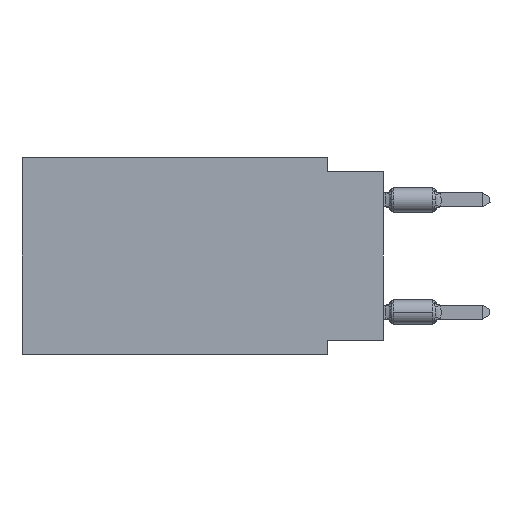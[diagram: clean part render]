
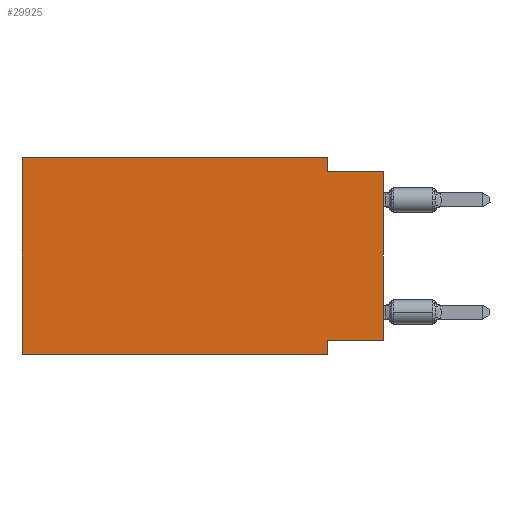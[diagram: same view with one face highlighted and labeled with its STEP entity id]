
A CAD part, left-side view. The second image highlights one B-rep face of the part: STEP entity #29925.
In plain terms, the highlighted planar face has unit normal (-1, 0, 0).
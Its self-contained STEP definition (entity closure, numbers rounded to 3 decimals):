
#459 = ORIENTED_EDGE ( 'NONE', *, *, #14949, .F. ) ;
#1611 = ORIENTED_EDGE ( 'NONE', *, *, #22360, .F. ) ;
#3185 = LINE ( 'NONE', #21393, #10445 ) ;
#4118 = VECTOR ( 'NONE', #31414, 1000. ) ;
#4643 = VECTOR ( 'NONE', #6758, 1000. ) ;
#5133 = ORIENTED_EDGE ( 'NONE', *, *, #58843, .F. ) ;
#5280 = CARTESIAN_POINT ( 'NONE',  ( 0., 16.383, 0. ) ) ;
#5559 = VERTEX_POINT ( 'NONE', #14683 ) ;
#6282 = VERTEX_POINT ( 'NONE', #38086 ) ;
#6292 = EDGE_CURVE ( 'NONE', #59064, #52943, #39007, .T. ) ;
#6758 = DIRECTION ( 'NONE',  ( 0., 1., 0. ) ) ;
#7056 = LINE ( 'NONE', #44071, #33937 ) ;
#7933 = ORIENTED_EDGE ( 'NONE', *, *, #12289, .T. ) ;
#8806 = LINE ( 'NONE', #36854, #26439 ) ;
#9764 = ORIENTED_EDGE ( 'NONE', *, *, #11171, .F. ) ;
#10445 = VECTOR ( 'NONE', #22605, 1000. ) ;
#10648 = EDGE_CURVE ( 'NONE', #59064, #6282, #3185, .T. ) ;
#11171 = EDGE_CURVE ( 'NONE', #24205, #6282, #17402, .T. ) ;
#11297 = CARTESIAN_POINT ( 'NONE',  ( 0., 16.383, 0. ) ) ;
#12289 = EDGE_CURVE ( 'NONE', #5559, #31612, #8806, .T. ) ;
#12993 = CARTESIAN_POINT ( 'NONE',  ( 0., 2.54, 0. ) ) ;
#13133 = EDGE_CURVE ( 'NONE', #26687, #57278, #49706, .T. ) ;
#13156 = CARTESIAN_POINT ( 'NONE',  ( 0., 2.54, -0.635 ) ) ;
#13189 = CARTESIAN_POINT ( 'NONE',  ( 0., 16.383, -8.89 ) ) ;
#14081 = EDGE_LOOP ( 'NONE', ( #7933, #5133, #50982, #459, #27938, #51349, #9764, #1611 ) ) ;
#14683 = CARTESIAN_POINT ( 'NONE',  ( 0., 0., -8.255 ) ) ;
#14949 = EDGE_CURVE ( 'NONE', #52943, #26687, #56085, .T. ) ;
#16216 = DIRECTION ( 'NONE',  ( 1., 0., 0. ) ) ;
#16858 = VECTOR ( 'NONE', #43030, 1000. ) ;
#17402 = LINE ( 'NONE', #36814, #55684 ) ;
#18799 = VECTOR ( 'NONE', #22243, 1000. ) ;
#20639 = LINE ( 'NONE', #34816, #4643 ) ;
#21149 = PLANE ( 'NONE',  #37548 ) ;
#21393 = CARTESIAN_POINT ( 'NONE',  ( 0., 16.383, -8.89 ) ) ;
#22075 = DIRECTION ( 'NONE',  ( 0., 0., 1. ) ) ;
#22243 = DIRECTION ( 'NONE',  ( 0., 0., -1. ) ) ;
#22360 = EDGE_CURVE ( 'NONE', #5559, #24205, #20639, .T. ) ;
#22605 = DIRECTION ( 'NONE',  ( 0., -1., 0. ) ) ;
#23665 = CARTESIAN_POINT ( 'NONE',  ( 0., 2.54, 0. ) ) ;
#24205 = VERTEX_POINT ( 'NONE', #54550 ) ;
#26003 = CARTESIAN_POINT ( 'NONE',  ( 0., 0., -0.635 ) ) ;
#26439 = VECTOR ( 'NONE', #22075, 1000. ) ;
#26687 = VERTEX_POINT ( 'NONE', #23665 ) ;
#27938 = ORIENTED_EDGE ( 'NONE', *, *, #6292, .F. ) ;
#29925 = ADVANCED_FACE ( 'NONE', ( #44289 ), #21149, .F. ) ;
#31414 = DIRECTION ( 'NONE',  ( 0., -1., 0. ) ) ;
#31612 = VERTEX_POINT ( 'NONE', #26003 ) ;
#33937 = VECTOR ( 'NONE', #48709, 1000. ) ;
#34816 = CARTESIAN_POINT ( 'NONE',  ( 0., 0., -8.255 ) ) ;
#36814 = CARTESIAN_POINT ( 'NONE',  ( 0., 2.54, -8.89 ) ) ;
#36854 = CARTESIAN_POINT ( 'NONE',  ( 0., 0., 0. ) ) ;
#37548 = AXIS2_PLACEMENT_3D ( 'NONE', #11297, #16216, #58788 ) ;
#38086 = CARTESIAN_POINT ( 'NONE',  ( 0., 2.54, -8.89 ) ) ;
#39007 = LINE ( 'NONE', #52299, #16858 ) ;
#43030 = DIRECTION ( 'NONE',  ( 0., 0., 1. ) ) ;
#44071 = CARTESIAN_POINT ( 'NONE',  ( 0., 0., -0.635 ) ) ;
#44289 = FACE_OUTER_BOUND ( 'NONE', #14081, .T. ) ;
#48709 = DIRECTION ( 'NONE',  ( 0., -1., 0. ) ) ;
#49706 = LINE ( 'NONE', #12993, #18799 ) ;
#50105 = DIRECTION ( 'NONE',  ( 0., 0., -1. ) ) ;
#50982 = ORIENTED_EDGE ( 'NONE', *, *, #13133, .F. ) ;
#51349 = ORIENTED_EDGE ( 'NONE', *, *, #10648, .T. ) ;
#52299 = CARTESIAN_POINT ( 'NONE',  ( 0., 16.383, 0. ) ) ;
#52943 = VERTEX_POINT ( 'NONE', #5280 ) ;
#54550 = CARTESIAN_POINT ( 'NONE',  ( 0., 2.54, -8.255 ) ) ;
#54871 = CARTESIAN_POINT ( 'NONE',  ( 0., 16.383, 0. ) ) ;
#55684 = VECTOR ( 'NONE', #50105, 1000. ) ;
#56085 = LINE ( 'NONE', #54871, #4118 ) ;
#57278 = VERTEX_POINT ( 'NONE', #13156 ) ;
#58788 = DIRECTION ( 'NONE',  ( 0., 0., -1. ) ) ;
#58843 = EDGE_CURVE ( 'NONE', #57278, #31612, #7056, .T. ) ;
#59064 = VERTEX_POINT ( 'NONE', #13189 ) ;
